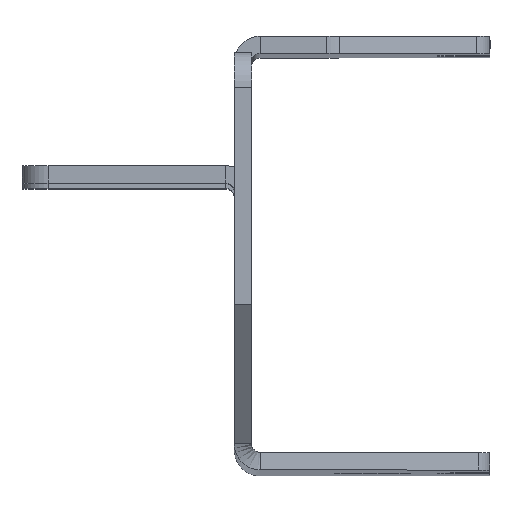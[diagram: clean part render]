
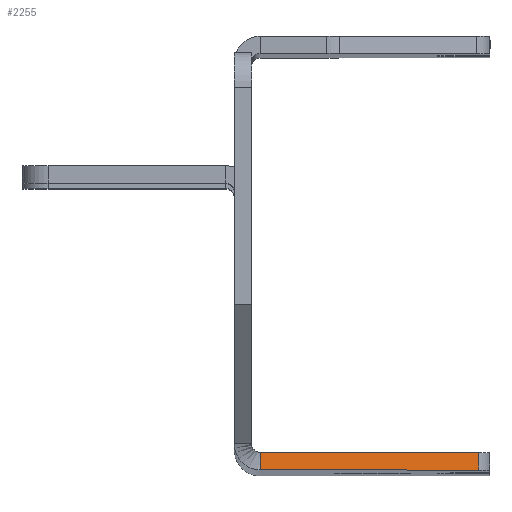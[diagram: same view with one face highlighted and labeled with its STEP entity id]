
A CAD part, top view. The second image highlights one B-rep face of the part: STEP entity #2255.
In plain terms, the highlighted planar face has unit normal (0.567, 0, 0.824).
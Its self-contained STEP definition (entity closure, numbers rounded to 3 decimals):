
#199 = ORIENTED_EDGE ( 'NONE', *, *, #2607, .F. ) ;
#208 = ORIENTED_EDGE ( 'NONE', *, *, #2557, .T. ) ;
#220 = ORIENTED_EDGE ( 'NONE', *, *, #2224, .F. ) ;
#228 = ORIENTED_EDGE ( 'NONE', *, *, #2220, .F. ) ;
#294 = EDGE_LOOP ( 'NONE', ( #199, #208, #220, #228 ) ) ;
#556 = CARTESIAN_POINT ( 'NONE',  ( 28.126, -23., 184.894 ) ) ;
#563 = AXIS2_PLACEMENT_3D ( 'NONE', #1278, #2301, #1894 ) ;
#584 = LINE ( 'NONE', #2170, #619 ) ;
#592 = LINE ( 'NONE', #2447, #599 ) ;
#599 = VECTOR ( 'NONE', #2402, 1000. ) ;
#619 = VECTOR ( 'NONE', #2161, 1000. ) ;
#634 = FACE_OUTER_BOUND ( 'NONE', #294, .T. ) ;
#1211 = LINE ( 'NONE', #2487, #1221 ) ;
#1221 = VECTOR ( 'NONE', #1809, 1000. ) ;
#1278 = CARTESIAN_POINT ( 'NONE',  ( 28.126, -23., 184.894 ) ) ;
#1290 = VERTEX_POINT ( 'NONE', #2428 ) ;
#1329 = PLANE ( 'NONE',  #563 ) ;
#1475 = VERTEX_POINT ( 'NONE', #2996 ) ;
#1515 = VERTEX_POINT ( 'NONE', #1770 ) ;
#1770 = CARTESIAN_POINT ( 'NONE',  ( 3., -23., 202.203 ) ) ;
#1809 = DIRECTION ( 'NONE',  ( 0.824, 0., -0.567 ) ) ;
#1845 = VERTEX_POINT ( 'NONE', #556 ) ;
#1894 = DIRECTION ( 'NONE',  ( -0.824, 0., 0.567 ) ) ;
#2161 = DIRECTION ( 'NONE',  ( 0., -1., 0. ) ) ;
#2170 = CARTESIAN_POINT ( 'NONE',  ( 28.126, -23., 184.894 ) ) ;
#2220 = EDGE_CURVE ( 'NONE', #1515, #1845, #592, .T. ) ;
#2224 = EDGE_CURVE ( 'NONE', #1845, #1475, #584, .T. ) ;
#2255 = ADVANCED_FACE ( 'NONE', ( #634 ), #1329, .F. ) ;
#2301 = DIRECTION ( 'NONE',  ( -0.567, 0., -0.824 ) ) ;
#2402 = DIRECTION ( 'NONE',  ( 0.824, 0., -0.567 ) ) ;
#2428 = CARTESIAN_POINT ( 'NONE',  ( 3., -25., 202.203 ) ) ;
#2447 = CARTESIAN_POINT ( 'NONE',  ( 28.126, -23., 184.894 ) ) ;
#2487 = CARTESIAN_POINT ( 'NONE',  ( 28.126, -25., 184.894 ) ) ;
#2557 = EDGE_CURVE ( 'NONE', #1290, #1475, #1211, .T. ) ;
#2607 = EDGE_CURVE ( 'NONE', #1290, #1515, #3375, .T. ) ;
#2776 = CARTESIAN_POINT ( 'NONE',  ( 3., -25., 202.203 ) ) ;
#2820 = CARTESIAN_POINT ( 'NONE',  ( 3., -23., 202.203 ) ) ;
#2996 = CARTESIAN_POINT ( 'NONE',  ( 28.126, -25., 184.894 ) ) ;
#3375 = B_SPLINE_CURVE_WITH_KNOTS ( 'NONE', 1,
 ( #2776, #2820 ),
 .UNSPECIFIED., .F., .F.,
 ( 2, 2 ),
 ( 0., 1. ),
 .UNSPECIFIED. ) ;
